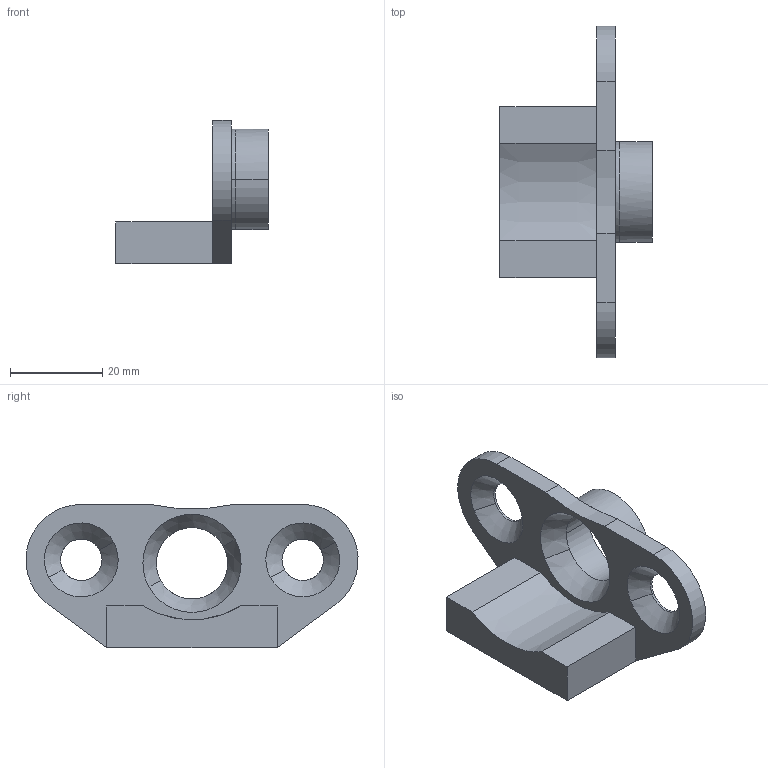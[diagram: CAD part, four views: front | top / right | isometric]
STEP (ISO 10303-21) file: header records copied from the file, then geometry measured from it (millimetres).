
FILE_DESCRIPTION(('CATIA V5 STEP Exchange'),'2;1');
FILE_NAME('buteeUsinee1.stp','2017-12-04T18:10:35+00:00',('none'),('none'),'CATIA Version 5 Release 20 GA (IN-10)','CATIA V5 STEP AP203','none');
FILE_SCHEMA(('CONFIG_CONTROL_DESIGN'));
Length unit declared in the file: millimetre
Products named in the file (1): Part2
Bounding box: 33 x 71.94 x 31 mm (x, y, z)
Volume: 13158.6 mm3; surface area: 7069.7 mm2
Topology: 1 solids, 1 shells, 33 faces, 89 edges, 59 vertices
Faces by surface type: plane 13, cylinder 13, cone 6, extrusion 1
Entity records: 1045 total; most frequent: CARTESIAN_POINT 212, ORIENTED_EDGE 178, DIRECTION 127, EDGE_CURVE 89, AXIS2_PLACEMENT_3D 62, VERTEX_POINT 59, VECTOR 44, LINE 43
